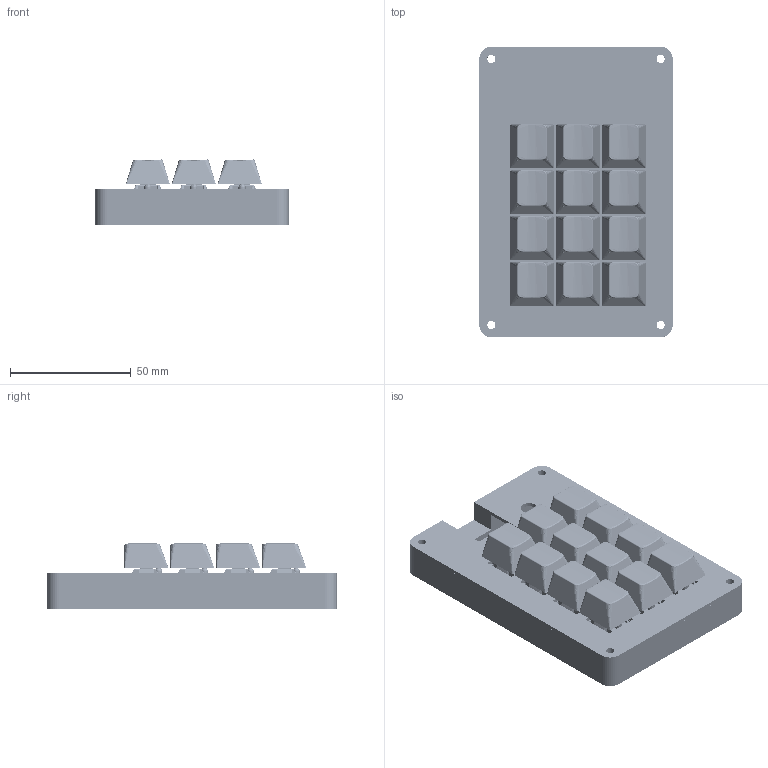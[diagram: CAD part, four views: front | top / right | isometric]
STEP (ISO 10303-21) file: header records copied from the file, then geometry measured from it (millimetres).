
FILE_DESCRIPTION(/* description */ (''),/* implementation_level */ '2;1');
FILE_NAME(/* name */ 'case v5.step',/* time_stamp */ '2025-12-19T17:34:38+13:00',/* author */ (''),/* organization */ (''),/* preprocessor_version */ 'ST-DEVELOPER v20.1',/* originating_system */ 'Autodesk Translation Framework v14.17.0.0',/* authorisation */ '');
FILE_SCHEMA (('AUTOMOTIVE_DESIGN { 1 0 10303 214 3 1 1 }'));
Products named in the file (22): case; base; Lid; PCB; MX °´¼ü_¨¹_¡§1; MX °´¼ü_¨¹_¡§1_1; MX °´¼ü_¨¹_¡§1_2; MX °´¼ü_¨¹_¡§1_3; MX °´¼ü_¨¹_¡§1_4; MX °´¼ü_¨¹_¡§1_5; MX °´¼ü_¨¹_¡§1_6; MX °´¼ü_¨¹_¡§1_7; MX °´¼ü_¨¹_¡§1_8; MX °´¼ü_¨¹_¡§1_9; MX °´¼ü_¨¹_¡§1_10; MX °´¼ü_¨¹_¡§1_11; MX Öá °´¼ü¡ä_¨¹
___¡§1; MX Öá ÖáÌå¨¢¨¬
_¡§¡é¡§__; MXÖá ÎÞÃ±LEDLEDLED; MXÖá ÖáÌå µ×²¿ ¦Ì¡
Á2__Ä¬ÈÏ_¨¢2____¨¨_; Õë½Å___Ä¬ÈÏ__¨¨
_; r1_100
Assembly tree (87 placements, depth 4):
  case
    base
    Lid
    PCB
      MX °´¼ü_¨¹_¡§1
        MX Öá °´¼ü¡ä_¨¹
___¡§1
        MX Öá ÖáÌå¨¢¨¬
_¡§¡é¡§__
        MXÖá ÎÞÃ±LEDLEDLED
        MXÖá ÖáÌå µ×²¿ ¦Ì¡
Á2__Ä¬ÈÏ_¨¢2____¨¨_
        Õë½Å___Ä¬ÈÏ__¨¨
_
      MX °´¼ü_¨¹_¡§1_1
        MX Öá °´¼ü¡ä_¨¹
___¡§1
        MX Öá ÖáÌå¨¢¨¬
_¡§¡é¡§__
        MXÖá ÎÞÃ±LEDLEDLED
        MXÖá ÖáÌå µ×²¿ ¦Ì¡
Á2__Ä¬ÈÏ_¨¢2____¨¨_
        Õë½Å___Ä¬ÈÏ__¨¨
_
      MX °´¼ü_¨¹_¡§1_2
        MX Öá °´¼ü¡ä_¨¹
___¡§1
        MX Öá ÖáÌå¨¢¨¬
_¡§¡é¡§__
        MXÖá ÎÞÃ±LEDLEDLED
        MXÖá ÖáÌå µ×²¿ ¦Ì¡
Á2__Ä¬ÈÏ_¨¢2____¨¨_
        Õë½Å___Ä¬ÈÏ__¨¨
_
      MX °´¼ü_¨¹_¡§1_3
        MX Öá °´¼ü¡ä_¨¹
___¡§1
        MX Öá ÖáÌå¨¢¨¬
_¡§¡é¡§__
        MXÖá ÎÞÃ±LEDLEDLED
        MXÖá ÖáÌå µ×²¿ ¦Ì¡
Á2__Ä¬ÈÏ_¨¢2____¨¨_
        Õë½Å___Ä¬ÈÏ__¨¨
_
      MX °´¼ü_¨¹_¡§1_4
        MX Öá °´¼ü¡ä_¨¹
___¡§1
        MX Öá ÖáÌå¨¢¨¬
_¡§¡é¡§__
        MXÖá ÎÞÃ±LEDLEDLED
        MXÖá ÖáÌå µ×²¿ ¦Ì¡
Á2__Ä¬ÈÏ_¨¢2____¨¨_
        Õë½Å___Ä¬ÈÏ__¨¨
_
      MX °´¼ü_¨¹_¡§1_5
        MX Öá °´¼ü¡ä_¨¹
___¡§1
        MX Öá ÖáÌå¨¢¨¬
_¡§¡é¡§__
        MXÖá ÎÞÃ±LEDLEDLED
        MXÖá ÖáÌå µ×²¿ ¦Ì¡
Á2__Ä¬ÈÏ_¨¢2____¨¨_
        Õë½Å___Ä¬ÈÏ__¨¨
_
      MX °´¼ü_¨¹_¡§1_6
        MX Öá °´¼ü¡ä_¨¹
___¡§1
        MX Öá ÖáÌå¨¢¨¬
_¡§¡é¡§__
        MXÖá ÎÞÃ±LEDLEDLED
        MXÖá ÖáÌå µ×²¿ ¦Ì¡
Á2__Ä¬ÈÏ_¨¢2____¨¨_
        Õë½Å___Ä¬ÈÏ__¨¨
_
      MX °´¼ü_¨¹_¡§1_7
        MX Öá °´¼ü¡ä_¨¹
___¡§1
        MX Öá ÖáÌå¨¢¨¬
_¡§¡é¡§__
        MXÖá ÎÞÃ±LEDLEDLED
        MXÖá ÖáÌå µ×²¿ ¦Ì¡
Á2__Ä¬ÈÏ_¨¢2____¨¨_
        Õë½Å___Ä¬ÈÏ__¨¨
_
      MX °´¼ü_¨¹_¡§1_8
        MX Öá °´¼ü¡ä_¨¹
___¡§1
        MX Öá ÖáÌå¨¢¨¬
_¡§¡é¡§__
        MXÖá ÎÞÃ±LEDLEDLED
        MXÖá ÖáÌå µ×²¿ ¦Ì¡
Á2__Ä¬ÈÏ_¨¢2____¨¨_
        Õë½Å___Ä¬ÈÏ__¨¨
_
      MX °´¼ü_¨¹_¡§1_9
        MX Öá °´¼ü¡ä_¨¹
___¡§1
Bounding box: 80 x 120.01 x 26.9 mm (x, y, z)
Volume: 99841.7 mm3; surface area: 96238.9 mm2
Topology: 147 solids, 147 shells, 19341 faces, 46761 edges, 26518 vertices
Faces by surface type: cylinder 8121, plane 6051, torus 2292, bspline 1473, sphere 1344, cone 60
Full cylindrical faces by diameter (mm): 0.8 x24, 1.6 x48, 2 x12, 2.6 x12, 3 x12, 3.4 x8, 3.8 x12, 4.8 x12, 6 x16, 7 x1
Entity records: 63368 total; most frequent: CARTESIAN_POINT 16729, DIRECTION 9649, ORIENTED_EDGE 9616, EDGE_CURVE 4808, AXIS2_PLACEMENT_3D 3509, VERTEX_POINT 2890, LINE 2631, VECTOR 2631
